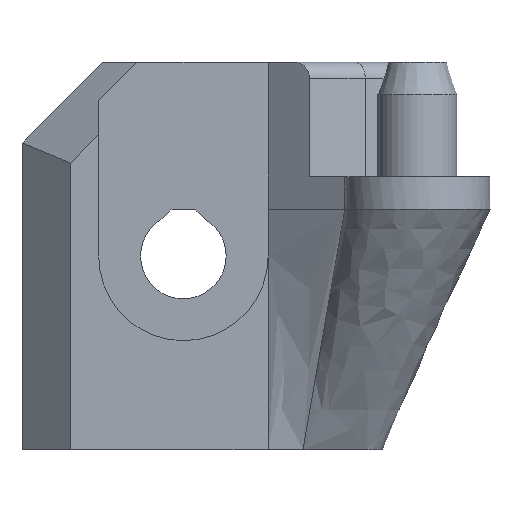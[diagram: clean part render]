
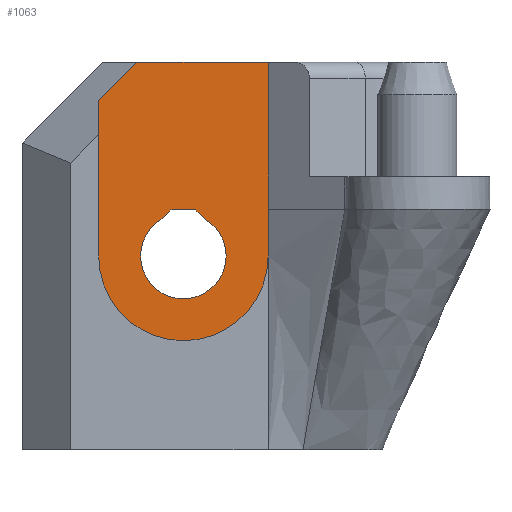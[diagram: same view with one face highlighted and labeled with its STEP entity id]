
A CAD part, left-side view. The second image highlights one B-rep face of the part: STEP entity #1063.
In plain terms, the highlighted planar face has unit normal (-1, 0, 0).
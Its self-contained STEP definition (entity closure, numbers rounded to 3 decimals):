
#20=FACE_BOUND('',#183,.T.);
#63=PLANE('',#1159);
#116=FACE_OUTER_BOUND('',#182,.T.);
#182=EDGE_LOOP('',(#892,#893,#894,#895,#896));
#183=EDGE_LOOP('',(#897,#898,#899,#900));
#249=LINE('',#1835,#359);
#274=LINE('',#1887,#384);
#282=LINE('',#1902,#392);
#299=LINE('',#1940,#409);
#300=LINE('',#1943,#410);
#301=LINE('',#1945,#411);
#302=LINE('',#1947,#412);
#359=VECTOR('',#1307,10.);
#384=VECTOR('',#1348,10.);
#392=VECTOR('',#1360,10.);
#409=VECTOR('',#1391,10.);
#410=VECTOR('',#1392,10.);
#411=VECTOR('',#1393,10.);
#412=VECTOR('',#1394,10.);
#450=CIRCLE('',#1160,5.25);
#451=CIRCLE('',#1161,2.65);
#508=VERTEX_POINT('',#1832);
#509=VERTEX_POINT('',#1834);
#528=VERTEX_POINT('',#1885);
#533=VERTEX_POINT('',#1900);
#547=VERTEX_POINT('',#1938);
#548=VERTEX_POINT('',#1941);
#549=VERTEX_POINT('',#1942);
#550=VERTEX_POINT('',#1944);
#551=VERTEX_POINT('',#1946);
#624=EDGE_CURVE('',#508,#509,#249,.T.);
#650=EDGE_CURVE('',#528,#508,#274,.T.);
#658=EDGE_CURVE('',#528,#533,#282,.T.);
#677=EDGE_CURVE('',#533,#547,#450,.T.);
#678=EDGE_CURVE('',#547,#509,#299,.T.);
#679=EDGE_CURVE('',#548,#549,#300,.T.);
#680=EDGE_CURVE('',#550,#548,#301,.T.);
#681=EDGE_CURVE('',#551,#550,#302,.T.);
#682=EDGE_CURVE('',#549,#551,#451,.T.);
#892=ORIENTED_EDGE('',*,*,#650,.F.);
#893=ORIENTED_EDGE('',*,*,#658,.T.);
#894=ORIENTED_EDGE('',*,*,#677,.T.);
#895=ORIENTED_EDGE('',*,*,#678,.T.);
#896=ORIENTED_EDGE('',*,*,#624,.F.);
#897=ORIENTED_EDGE('',*,*,#679,.F.);
#898=ORIENTED_EDGE('',*,*,#680,.F.);
#899=ORIENTED_EDGE('',*,*,#681,.F.);
#900=ORIENTED_EDGE('',*,*,#682,.F.);
#1063=ADVANCED_FACE('',(#116,#20),#63,.F.);
#1159=AXIS2_PLACEMENT_3D('',#1937,#1387,#1388);
#1160=AXIS2_PLACEMENT_3D('',#1939,#1389,#1390);
#1161=AXIS2_PLACEMENT_3D('',#1948,#1395,#1396);
#1307=DIRECTION('',(0.,-1.,0.));
#1348=DIRECTION('',(0.,-0.707,0.707));
#1360=DIRECTION('',(0.,0.,-1.));
#1387=DIRECTION('center_axis',(1.,0.,0.));
#1388=DIRECTION('ref_axis',(0.,0.,-1.));
#1389=DIRECTION('center_axis',(-1.,0.,0.));
#1390=DIRECTION('ref_axis',(0.,-1.,0.));
#1391=DIRECTION('',(0.,0.,1.));
#1392=DIRECTION('',(0.,0.707,-0.707));
#1393=DIRECTION('',(0.,1.,0.));
#1394=DIRECTION('',(0.,0.707,0.707));
#1395=DIRECTION('center_axis',(-1.,0.,0.));
#1396=DIRECTION('ref_axis',(0.,-1.,0.));
#1832=CARTESIAN_POINT('',(5.,17.379,7.));
#1834=CARTESIAN_POINT('',(5.,9.25,7.));
#1835=CARTESIAN_POINT('',(5.,12.899,7.));
#1885=CARTESIAN_POINT('',(5.,19.75,4.629));
#1887=CARTESIAN_POINT('',(5.,19.564,4.814));
#1900=CARTESIAN_POINT('',(5.,19.75,-5.));
#1902=CARTESIAN_POINT('',(5.,19.75,-3.313));
#1937=CARTESIAN_POINT('Origin',(5.,14.5,-1.625));
#1938=CARTESIAN_POINT('',(5.,9.25,-5.));
#1939=CARTESIAN_POINT('Origin',(5.,14.5,-5.));
#1940=CARTESIAN_POINT('',(5.,9.25,2.688));
#1941=CARTESIAN_POINT('',(5.,15.269,-2.149));
#1942=CARTESIAN_POINT('',(5.,15.825,-2.705));
#1943=CARTESIAN_POINT('',(5.,15.224,-2.104));
#1944=CARTESIAN_POINT('',(5.,13.731,-2.149));
#1945=CARTESIAN_POINT('',(5.,14.884,-2.149));
#1946=CARTESIAN_POINT('',(5.,13.175,-2.705));
#1947=CARTESIAN_POINT('',(5.,14.054,-1.826));
#1948=CARTESIAN_POINT('Origin',(5.,14.5,-5.));
